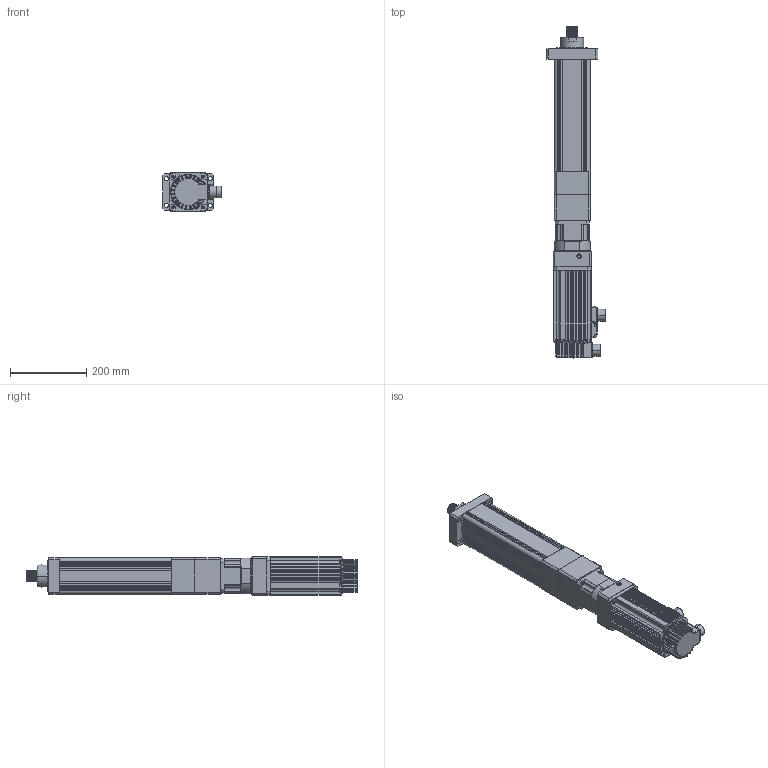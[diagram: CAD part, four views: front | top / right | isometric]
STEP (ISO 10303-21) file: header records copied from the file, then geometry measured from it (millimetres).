
FILE_DESCRIPTION (( 'STEP AP203' ), '1' );
FILE_NAME ('RLA95-10QF-12.7KN-L150-100mm-s.STEP', '2025-01-17T09:13:43', ( '微软用户' ), ( '微软中国' ), 'SwSTEP 2.0', 'SolidWorks 2022', '' );
FILE_SCHEMA (( 'CONFIG_CONTROL_DESIGN' ));
Products named in the file (4): 1.5KW-3000带刹车; PGH90-L1-22-95-115-M8-A22; RLA95-10QF-12.7KN-L150-100mm-s; 95缸行程150直连前法兰安装
Assembly tree (3 placements, depth 2):
  RLA95-10QF-12.7KN-L150-100mm-s
    95缸行程150直连前法兰安装
    PGH90-L1-22-95-115-M8-A22
    1.5KW-3000带刹车
Bounding box: 155 x 872.5 x 100 mm (x, y, z)
Volume: 3419512.8 mm3; surface area: 797578 mm2
Topology: 20 solids, 42 shells, 1948 faces, 5140 edges, 3133 vertices
Faces by surface type: bspline 1225, plane 336, cylinder 285, cone 66, torus 36
Entity records: 75620 total; most frequent: CARTESIAN_POINT 39968, ORIENTED_EDGE 9574, EDGE_CURVE 5029, DIRECTION 3882, VERTEX_POINT 3141, EDGE_LOOP 2186, B_SPLINE_CURVE_WITH_KNOTS 2035, FACE_OUTER_BOUND 1950
